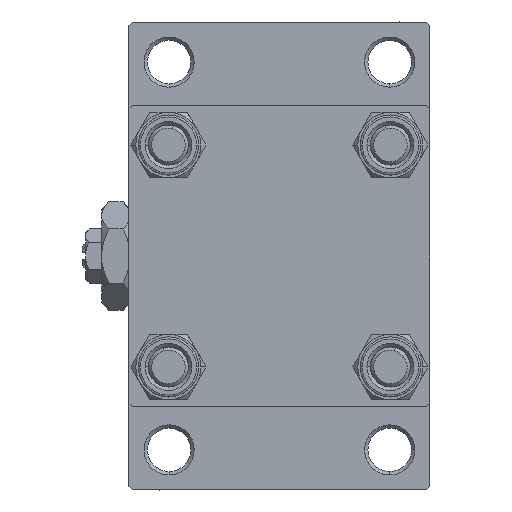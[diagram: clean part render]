
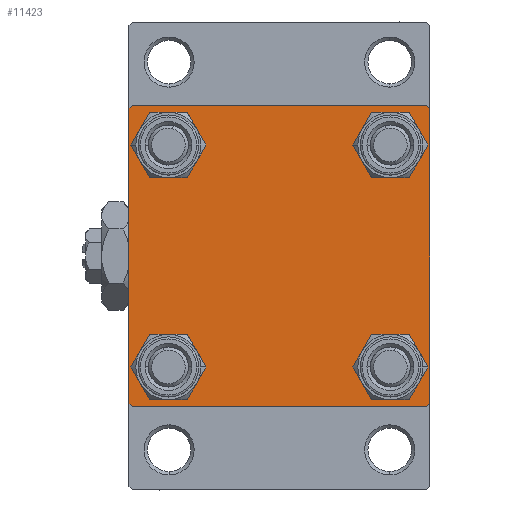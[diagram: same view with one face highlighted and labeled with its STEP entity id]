
A CAD part, left-side view. The second image highlights one B-rep face of the part: STEP entity #11423.
In plain terms, the highlighted planar face has unit normal (-1, 0, 0).
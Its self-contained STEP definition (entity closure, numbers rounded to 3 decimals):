
#6 = EDGE_LOOP ( 'NONE', ( #34833, #15501 ) ) ;
#113 = CARTESIAN_POINT ( 'NONE',  ( 0., 22.5, 22.5 ) ) ;
#290 = LINE ( 'NONE', #42583, #18477 ) ;
#559 = VERTEX_POINT ( 'NONE', #35491 ) ;
#1028 = VERTEX_POINT ( 'NONE', #42442 ) ;
#1389 = VERTEX_POINT ( 'NONE', #5529 ) ;
#1628 = ORIENTED_EDGE ( 'NONE', *, *, #32989, .T. ) ;
#2159 = FACE_BOUND ( 'NONE', #17523, .T. ) ;
#2220 = CARTESIAN_POINT ( 'NONE',  ( 0., -22.25, -22.25 ) ) ;
#2263 = CARTESIAN_POINT ( 'NONE',  ( 0., -16.6, 20.1 ) ) ;
#2673 = ORIENTED_EDGE ( 'NONE', *, *, #10202, .T. ) ;
#2882 = EDGE_CURVE ( 'NONE', #19325, #1389, #12986, .T. ) ;
#3845 = AXIS2_PLACEMENT_3D ( 'NONE', #15006, #22573, #8198 ) ;
#4323 = CARTESIAN_POINT ( 'NONE',  ( 0., -22.5, 22.5 ) ) ;
#4429 = DIRECTION ( 'NONE',  ( 0., 0.707, 0.707 ) ) ;
#4682 = LINE ( 'NONE', #46458, #15495 ) ;
#4718 = CARTESIAN_POINT ( 'NONE',  ( 0., 22.25, -22.25 ) ) ;
#5202 = CARTESIAN_POINT ( 'NONE',  ( 0., -16.6, -13.1 ) ) ;
#5529 = CARTESIAN_POINT ( 'NONE',  ( 0., 16.6, -13.1 ) ) ;
#5938 = FACE_BOUND ( 'NONE', #32143, .T. ) ;
#6494 = EDGE_CURVE ( 'NONE', #43387, #36179, #37041, .T. ) ;
#6821 = CARTESIAN_POINT ( 'NONE',  ( 0., 22.25, 22.25 ) ) ;
#7050 = DIRECTION ( 'NONE',  ( 1., 0., 0. ) ) ;
#8198 = DIRECTION ( 'NONE',  ( 0., 0., 1. ) ) ;
#8739 = DIRECTION ( 'NONE',  ( 1., 0., 0. ) ) ;
#9292 = VERTEX_POINT ( 'NONE', #25264 ) ;
#9950 = CARTESIAN_POINT ( 'NONE',  ( 0., 22.5, 22.5 ) ) ;
#10034 = VERTEX_POINT ( 'NONE', #18344 ) ;
#10202 = EDGE_CURVE ( 'NONE', #43807, #38411, #31466, .T. ) ;
#10551 = AXIS2_PLACEMENT_3D ( 'NONE', #42685, #43187, #24045 ) ;
#11423 = ADVANCED_FACE ( 'NONE', ( #28845, #40421, #5938, #2159, #32848 ), #48221, .T. ) ;
#11700 = DIRECTION ( 'NONE',  ( 1., 0., 0. ) ) ;
#12662 = CIRCLE ( 'NONE', #3845, 3.5 ) ;
#12754 = VERTEX_POINT ( 'NONE', #32495 ) ;
#12986 = CIRCLE ( 'NONE', #10551, 3.5 ) ;
#13040 = CARTESIAN_POINT ( 'NONE',  ( 0., -22.5, -22. ) ) ;
#13163 = EDGE_CURVE ( 'NONE', #9292, #559, #4682, .T. ) ;
#13227 = LINE ( 'NONE', #4718, #31463 ) ;
#13448 = CIRCLE ( 'NONE', #33545, 3.5 ) ;
#13783 = LINE ( 'NONE', #2220, #26191 ) ;
#15006 = CARTESIAN_POINT ( 'NONE',  ( 0., 16.6, 16.6 ) ) ;
#15071 = EDGE_LOOP ( 'NONE', ( #21410, #47106, #20560, #41958, #35176, #29107, #28567, #1628 ) ) ;
#15495 = VECTOR ( 'NONE', #4429, 1000. ) ;
#15501 = ORIENTED_EDGE ( 'NONE', *, *, #28634, .T. ) ;
#17523 = EDGE_LOOP ( 'NONE', ( #49022, #42848 ) ) ;
#17601 = VERTEX_POINT ( 'NONE', #21578 ) ;
#17627 = VERTEX_POINT ( 'NONE', #13040 ) ;
#18344 = CARTESIAN_POINT ( 'NONE',  ( 0., -22., -22.5 ) ) ;
#18477 = VECTOR ( 'NONE', #42330, 1000. ) ;
#18516 = DIRECTION ( 'NONE',  ( 0., 0., 1. ) ) ;
#18576 = DIRECTION ( 'NONE',  ( 1., 0., 0. ) ) ;
#19325 = VERTEX_POINT ( 'NONE', #34431 ) ;
#19850 = CIRCLE ( 'NONE', #27077, 3.5 ) ;
#20560 = ORIENTED_EDGE ( 'NONE', *, *, #44770, .T. ) ;
#20572 = VECTOR ( 'NONE', #28843, 1000. ) ;
#20989 = AXIS2_PLACEMENT_3D ( 'NONE', #38001, #7050, #26919 ) ;
#21381 = AXIS2_PLACEMENT_3D ( 'NONE', #30725, #37513, #22174 ) ;
#21410 = ORIENTED_EDGE ( 'NONE', *, *, #24440, .T. ) ;
#21522 = VECTOR ( 'NONE', #33593, 1000. ) ;
#21578 = CARTESIAN_POINT ( 'NONE',  ( 0., 22.5, -22. ) ) ;
#21589 = CARTESIAN_POINT ( 'NONE',  ( 0., -16.6, 16.6 ) ) ;
#22174 = DIRECTION ( 'NONE',  ( 0., 0., 1. ) ) ;
#22366 = DIRECTION ( 'NONE',  ( 0., 0., 1. ) ) ;
#22368 = AXIS2_PLACEMENT_3D ( 'NONE', #41929, #11700, #30601 ) ;
#22573 = DIRECTION ( 'NONE',  ( 1., 0., 0. ) ) ;
#24045 = DIRECTION ( 'NONE',  ( 0., 0., 1. ) ) ;
#24335 = DIRECTION ( 'NONE',  ( 0., -0.707, -0.707 ) ) ;
#24440 = EDGE_CURVE ( 'NONE', #35620, #17601, #47491, .T. ) ;
#25190 = VERTEX_POINT ( 'NONE', #5202 ) ;
#25264 = CARTESIAN_POINT ( 'NONE',  ( 0., -22.5, 22. ) ) ;
#26191 = VECTOR ( 'NONE', #36928, 1000. ) ;
#26919 = DIRECTION ( 'NONE',  ( 0., 0., 1. ) ) ;
#26992 = ORIENTED_EDGE ( 'NONE', *, *, #2882, .T. ) ;
#27077 = AXIS2_PLACEMENT_3D ( 'NONE', #48059, #47813, #44045 ) ;
#27198 = LINE ( 'NONE', #6821, #39898 ) ;
#27481 = EDGE_CURVE ( 'NONE', #38411, #43807, #13448, .T. ) ;
#28379 = DIRECTION ( 'NONE',  ( 0., 0., 1. ) ) ;
#28567 = ORIENTED_EDGE ( 'NONE', *, *, #40760, .F. ) ;
#28634 = EDGE_CURVE ( 'NONE', #12754, #25190, #37622, .T. ) ;
#28843 = DIRECTION ( 'NONE',  ( 0., 0., -1. ) ) ;
#28845 = FACE_BOUND ( 'NONE', #41934, .T. ) ;
#29107 = ORIENTED_EDGE ( 'NONE', *, *, #13163, .T. ) ;
#29165 = CARTESIAN_POINT ( 'NONE',  ( 0., 16.6, 13.1 ) ) ;
#29884 = ORIENTED_EDGE ( 'NONE', *, *, #32913, .T. ) ;
#30601 = DIRECTION ( 'NONE',  ( 0., 0., 1. ) ) ;
#30725 = CARTESIAN_POINT ( 'NONE',  ( 0., 16.6, -16.6 ) ) ;
#31055 = CARTESIAN_POINT ( 'NONE',  ( 0., 16.6, 20.1 ) ) ;
#31463 = VECTOR ( 'NONE', #24335, 1000. ) ;
#31466 = CIRCLE ( 'NONE', #35465, 3.5 ) ;
#32100 = ORIENTED_EDGE ( 'NONE', *, *, #27481, .T. ) ;
#32128 = VECTOR ( 'NONE', #38053, 1000. ) ;
#32143 = EDGE_LOOP ( 'NONE', ( #29884, #26992 ) ) ;
#32304 = EDGE_CURVE ( 'NONE', #10034, #17627, #13783, .T. ) ;
#32495 = CARTESIAN_POINT ( 'NONE',  ( 0., -16.6, -20.1 ) ) ;
#32848 = FACE_OUTER_BOUND ( 'NONE', #15071, .T. ) ;
#32913 = EDGE_CURVE ( 'NONE', #1389, #19325, #48749, .T. ) ;
#32989 = EDGE_CURVE ( 'NONE', #1028, #35620, #27198, .T. ) ;
#33534 = CARTESIAN_POINT ( 'NONE',  ( 0., 22., -22.5 ) ) ;
#33545 = AXIS2_PLACEMENT_3D ( 'NONE', #21589, #18576, #22366 ) ;
#33593 = DIRECTION ( 'NONE',  ( 0., -1., 0. ) ) ;
#33732 = DIRECTION ( 'NONE',  ( 0., 0.707, -0.707 ) ) ;
#34418 = EDGE_CURVE ( 'NONE', #25190, #12754, #19850, .T. ) ;
#34431 = CARTESIAN_POINT ( 'NONE',  ( 0., 16.6, -20.1 ) ) ;
#34833 = ORIENTED_EDGE ( 'NONE', *, *, #34418, .T. ) ;
#35176 = ORIENTED_EDGE ( 'NONE', *, *, #44893, .F. ) ;
#35465 = AXIS2_PLACEMENT_3D ( 'NONE', #47268, #8739, #28379 ) ;
#35491 = CARTESIAN_POINT ( 'NONE',  ( 0., -22., 22.5 ) ) ;
#35620 = VERTEX_POINT ( 'NONE', #49762 ) ;
#36179 = VERTEX_POINT ( 'NONE', #29165 ) ;
#36551 = EDGE_CURVE ( 'NONE', #36179, #43387, #12662, .T. ) ;
#36928 = DIRECTION ( 'NONE',  ( 0., -0.707, 0.707 ) ) ;
#37041 = CIRCLE ( 'NONE', #20989, 3.5 ) ;
#37513 = DIRECTION ( 'NONE',  ( 1., 0., 0. ) ) ;
#37622 = CIRCLE ( 'NONE', #22368, 3.5 ) ;
#38001 = CARTESIAN_POINT ( 'NONE',  ( 0., 16.6, 16.6 ) ) ;
#38053 = DIRECTION ( 'NONE',  ( 0., 0., -1. ) ) ;
#38411 = VERTEX_POINT ( 'NONE', #48770 ) ;
#38741 = AXIS2_PLACEMENT_3D ( 'NONE', #48732, #49245, #18516 ) ;
#38797 = LINE ( 'NONE', #4323, #32128 ) ;
#39898 = VECTOR ( 'NONE', #33732, 1000. ) ;
#40421 = FACE_BOUND ( 'NONE', #6, .T. ) ;
#40760 = EDGE_CURVE ( 'NONE', #1028, #559, #49227, .T. ) ;
#41089 = VERTEX_POINT ( 'NONE', #33534 ) ;
#41929 = CARTESIAN_POINT ( 'NONE',  ( 0., -16.6, -16.6 ) ) ;
#41934 = EDGE_LOOP ( 'NONE', ( #2673, #32100 ) ) ;
#41958 = ORIENTED_EDGE ( 'NONE', *, *, #32304, .T. ) ;
#42330 = DIRECTION ( 'NONE',  ( 0., -1., 0. ) ) ;
#42442 = CARTESIAN_POINT ( 'NONE',  ( 0., 22., 22.5 ) ) ;
#42583 = CARTESIAN_POINT ( 'NONE',  ( 0., 22.5, -22.5 ) ) ;
#42685 = CARTESIAN_POINT ( 'NONE',  ( 0., 16.6, -16.6 ) ) ;
#42848 = ORIENTED_EDGE ( 'NONE', *, *, #36551, .T. ) ;
#43187 = DIRECTION ( 'NONE',  ( 1., 0., 0. ) ) ;
#43387 = VERTEX_POINT ( 'NONE', #31055 ) ;
#43807 = VERTEX_POINT ( 'NONE', #2263 ) ;
#44045 = DIRECTION ( 'NONE',  ( 0., 0., 1. ) ) ;
#44770 = EDGE_CURVE ( 'NONE', #41089, #10034, #290, .T. ) ;
#44893 = EDGE_CURVE ( 'NONE', #9292, #17627, #38797, .T. ) ;
#46458 = CARTESIAN_POINT ( 'NONE',  ( 0., -22.25, 22.25 ) ) ;
#47106 = ORIENTED_EDGE ( 'NONE', *, *, #47164, .T. ) ;
#47164 = EDGE_CURVE ( 'NONE', #17601, #41089, #13227, .T. ) ;
#47268 = CARTESIAN_POINT ( 'NONE',  ( 0., -16.6, 16.6 ) ) ;
#47491 = LINE ( 'NONE', #9950, #20572 ) ;
#47813 = DIRECTION ( 'NONE',  ( 1., 0., 0. ) ) ;
#48059 = CARTESIAN_POINT ( 'NONE',  ( 0., -16.6, -16.6 ) ) ;
#48221 = PLANE ( 'NONE',  #38741 ) ;
#48732 = CARTESIAN_POINT ( 'NONE',  ( 0., 0., 0. ) ) ;
#48749 = CIRCLE ( 'NONE', #21381, 3.5 ) ;
#48770 = CARTESIAN_POINT ( 'NONE',  ( 0., -16.6, 13.1 ) ) ;
#49022 = ORIENTED_EDGE ( 'NONE', *, *, #6494, .T. ) ;
#49227 = LINE ( 'NONE', #113, #21522 ) ;
#49245 = DIRECTION ( 'NONE',  ( -1., 0., 0. ) ) ;
#49762 = CARTESIAN_POINT ( 'NONE',  ( 0., 22.5, 22. ) ) ;
